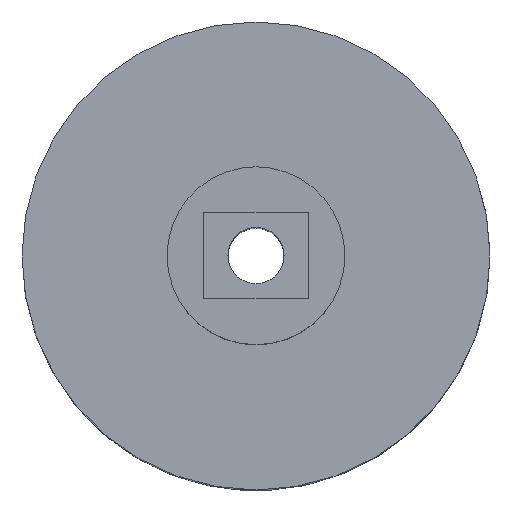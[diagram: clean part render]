
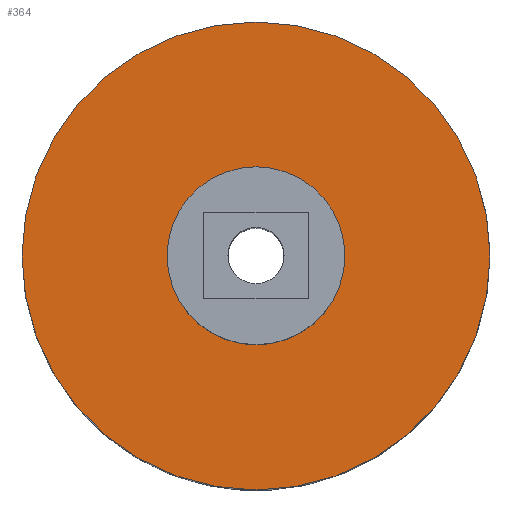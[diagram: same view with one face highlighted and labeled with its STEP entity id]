
A CAD part, top view. The second image highlights one B-rep face of the part: STEP entity #364.
In plain terms, the highlighted planar face has unit normal (0, 0, 1).
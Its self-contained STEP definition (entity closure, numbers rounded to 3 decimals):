
#87=FACE_BOUND('',#116,.T.);
#93=FACE_OUTER_BOUND('',#115,.T.);
#115=EDGE_LOOP('',(#244));
#116=EDGE_LOOP('',(#245));
#143=CIRCLE('',#401,12.5);
#144=CIRCLE('',#402,4.75);
#160=VERTEX_POINT('',#555);
#161=VERTEX_POINT('',#557);
#193=EDGE_CURVE('',#160,#160,#143,.T.);
#194=EDGE_CURVE('',#161,#161,#144,.T.);
#244=ORIENTED_EDGE('',*,*,#193,.T.);
#245=ORIENTED_EDGE('',*,*,#194,.T.);
#346=PLANE('',#400);
#364=ADVANCED_FACE('',(#93,#87),#346,.T.);
#400=AXIS2_PLACEMENT_3D('',#554,#441,#442);
#401=AXIS2_PLACEMENT_3D('',#556,#443,#444);
#402=AXIS2_PLACEMENT_3D('',#558,#445,#446);
#441=DIRECTION('center_axis',(0.,0.,1.));
#442=DIRECTION('ref_axis',(1.,0.,0.));
#443=DIRECTION('center_axis',(0.,0.,1.));
#444=DIRECTION('ref_axis',(-0.723,-0.69,0.));
#445=DIRECTION('center_axis',(0.,0.,-1.));
#446=DIRECTION('ref_axis',(-1.,0.,0.));
#554=CARTESIAN_POINT('Origin',(0.,0.,15.));
#555=CARTESIAN_POINT('',(-12.5,0.,15.));
#556=CARTESIAN_POINT('Origin',(0.,0.,15.));
#557=CARTESIAN_POINT('',(4.75,0.,15.));
#558=CARTESIAN_POINT('Origin',(0.,0.,15.));
